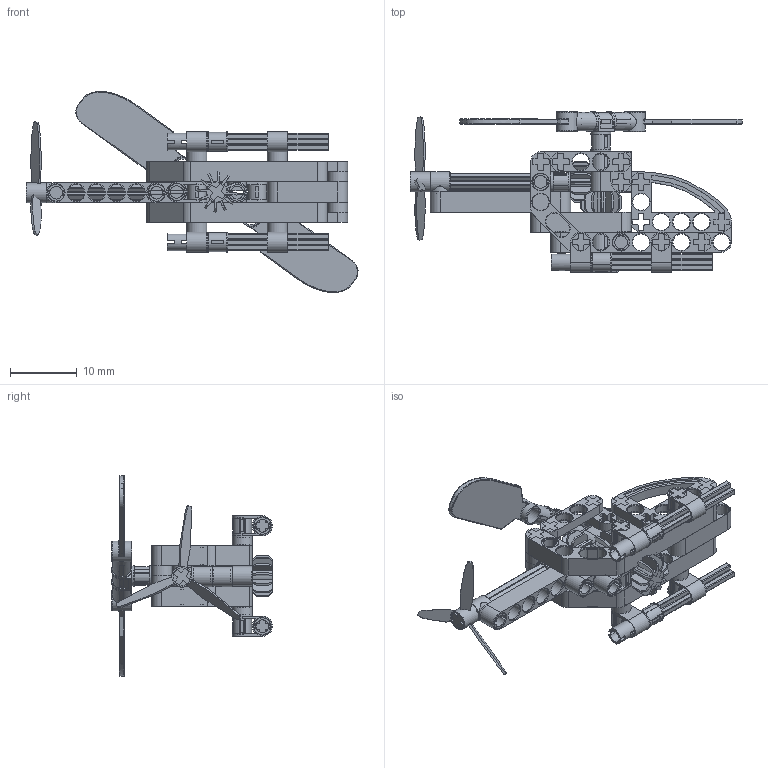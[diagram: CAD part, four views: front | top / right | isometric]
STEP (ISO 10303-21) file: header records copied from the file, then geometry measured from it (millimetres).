
FILE_DESCRIPTION(/* description */ ('STEP AP242','CAx-IF Rec.Pracs.---Representation and Presentation of Product Manufacturing Information (PMI)---4.0---2014-10-13','CAx-IF Rec.Pracs.---3D Tessellated Geometry---0.4---2014-09-14','2;1'),/* implementation_level */ '2;1');
FILE_NAME(/* name */ '669b3d2666fe196d2b5744d1',/* time_stamp */ '2024-07-20T04:29:27Z',/* author */ (''),/* organization */ (''),/* preprocessor_version */ 'ST-DEVELOPER v20',/* originating_system */ ' ',/* authorisation */ ' ');
FILE_SCHEMA (('AP242_MANAGED_MODEL_BASED_3D_ENGINEERING_MIM_LF { 1 0 10303 442 1 1 4 }'));
Length unit declared in the file: metre
Products named in the file (26): Assembly 1; Part 1
Assembly tree (59 placements, depth 2):
  Assembly 1
    Part 1  x2
    Part 1  x4
    Part 1  x4
    Part 1
    Part 1  x8
    Part 1
    Part 1  x5
    Part 1
    Part 1  x6
    Part 1  x3
    Part 1  x2
    Part 1  x3
    Part 1  x3
    Part 1  x2
    Part 1
    Part 1
    Part 1  x2
    Part 1
    Part 1
    Part 1
    Part 1
    Part 1  x2
    Part 1
    Part 1  x2
    Part 1
Bounding box: 49.56 x 24 x 30 mm (x, y, z)
Volume: 2019.1 mm3; surface area: 8973.6 mm2
Topology: 59 solids, 59 shells, 3320 faces, 9089 edges, 6039 vertices
Faces by surface type: plane 1713, cylinder 1540, bspline 36, torus 31
Full cylindrical faces by diameter (mm): 1.9 x15, 2.5 x72, 2.65 x128, 2.7 x14, 2.75 x7, 2.8 x14, 3 x26, 3.1 x5
Entity records: 49373 total; most frequent: CARTESIAN_POINT 9955, DIRECTION 8060, ORIENTED_EDGE 7854, EDGE_CURVE 3927, AXIS2_PLACEMENT_3D 2887, VERTEX_POINT 2711, LINE 2286, VECTOR 2286
